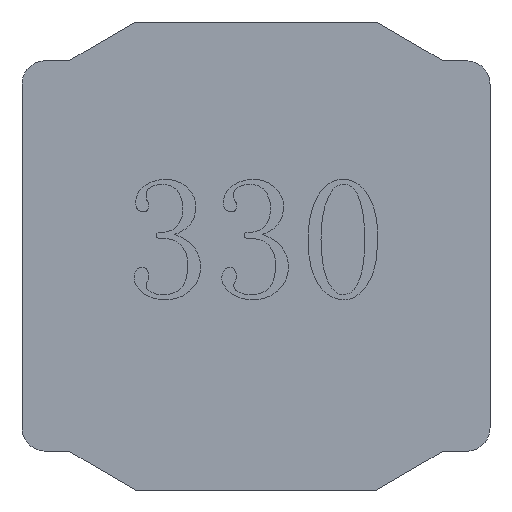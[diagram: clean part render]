
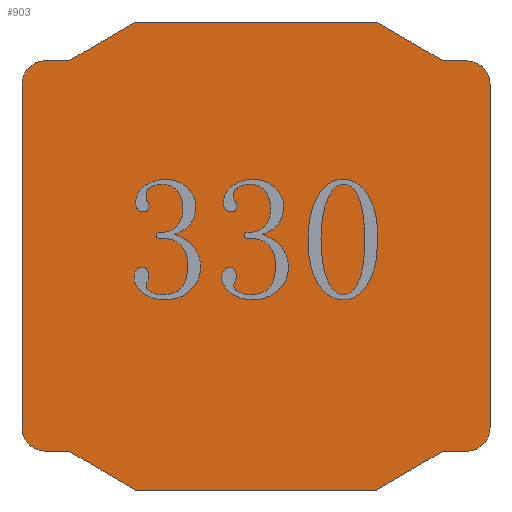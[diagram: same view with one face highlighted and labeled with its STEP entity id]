
A CAD part, front view. The second image highlights one B-rep face of the part: STEP entity #903.
In plain terms, the highlighted free-form (B-spline) face has degree [1, 1] with [2, 2] control points.
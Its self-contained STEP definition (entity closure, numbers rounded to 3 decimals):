
#467 = EDGE_CURVE('',#468,#470,#472,.T.);
#468 = VERTEX_POINT('',#469);
#469 = CARTESIAN_POINT('',(3.561,0.,-2.614));
#470 = VERTEX_POINT('',#471);
#471 = CARTESIAN_POINT('',(3.205,0.,-2.97));
#472 = ( BOUNDED_CURVE() B_SPLINE_CURVE(2,(#473,#474,#475),
.UNSPECIFIED.,.F.,.F.) B_SPLINE_CURVE_WITH_KNOTS((3,3),(4.712,
6.283),.PIECEWISE_BEZIER_KNOTS.) CURVE() 
GEOMETRIC_REPRESENTATION_ITEM() RATIONAL_B_SPLINE_CURVE((1.,
0.707,1.)) REPRESENTATION_ITEM('') );
#473 = CARTESIAN_POINT('',(3.561,0.,-2.614));
#474 = CARTESIAN_POINT('',(3.561,0.,-2.97));
#475 = CARTESIAN_POINT('',(3.205,0.,-2.97));
#498 = EDGE_CURVE('',#470,#499,#501,.T.);
#499 = VERTEX_POINT('',#500);
#500 = CARTESIAN_POINT('',(2.846,0.,-2.97));
#501 = B_SPLINE_CURVE_WITH_KNOTS('',1,(#502,#503),.UNSPECIFIED.,.F.,.F.,
  (2,2),(-0.302,-0.),.PIECEWISE_BEZIER_KNOTS.);
#502 = CARTESIAN_POINT('',(3.205,0.,-2.97));
#503 = CARTESIAN_POINT('',(2.846,0.,-2.97));
#520 = EDGE_CURVE('',#499,#521,#523,.T.);
#521 = VERTEX_POINT('',#522);
#522 = CARTESIAN_POINT('',(1.84,0.,-3.561));
#523 = B_SPLINE_CURVE_WITH_KNOTS('',1,(#524,#525),.UNSPECIFIED.,.F.,.F.,
  (2,2),(-0.983,-0.),.PIECEWISE_BEZIER_KNOTS.);
#524 = CARTESIAN_POINT('',(2.846,0.,-2.97));
#525 = CARTESIAN_POINT('',(1.84,0.,-3.561));
#542 = EDGE_CURVE('',#521,#543,#545,.T.);
#543 = VERTEX_POINT('',#544);
#544 = CARTESIAN_POINT('',(-1.84,0.,-3.561));
#545 = B_SPLINE_CURVE_WITH_KNOTS('',1,(#546,#547),.UNSPECIFIED.,.F.,.F.,
  (2,2),(-3.1,-0.),.PIECEWISE_BEZIER_KNOTS.);
#546 = CARTESIAN_POINT('',(1.84,0.,-3.561));
#547 = CARTESIAN_POINT('',(-1.84,0.,-3.561));
#578 = EDGE_CURVE('',#543,#579,#581,.T.);
#579 = VERTEX_POINT('',#580);
#580 = CARTESIAN_POINT('',(-2.846,0.,-2.97));
#581 = B_SPLINE_CURVE_WITH_KNOTS('',1,(#582,#583),.UNSPECIFIED.,.F.,.F.,
  (2,2),(0.,0.983),.PIECEWISE_BEZIER_KNOTS.);
#582 = CARTESIAN_POINT('',(-1.84,0.,-3.561));
#583 = CARTESIAN_POINT('',(-2.846,0.,-2.97));
#606 = EDGE_CURVE('',#579,#607,#609,.T.);
#607 = VERTEX_POINT('',#608);
#608 = CARTESIAN_POINT('',(-3.205,0.,-2.97));
#609 = B_SPLINE_CURVE_WITH_KNOTS('',1,(#610,#611),.UNSPECIFIED.,.F.,.F.,
  (2,2),(0.,0.302),.PIECEWISE_BEZIER_KNOTS.);
#610 = CARTESIAN_POINT('',(-2.846,0.,-2.97));
#611 = CARTESIAN_POINT('',(-3.205,0.,-2.97));
#634 = EDGE_CURVE('',#607,#635,#637,.T.);
#635 = VERTEX_POINT('',#636);
#636 = CARTESIAN_POINT('',(-3.561,0.,-2.614));
#637 = ( BOUNDED_CURVE() B_SPLINE_CURVE(2,(#638,#639,#640),
.UNSPECIFIED.,.F.,.F.) B_SPLINE_CURVE_WITH_KNOTS((3,3),(3.142,
4.712),.PIECEWISE_BEZIER_KNOTS.) CURVE() 
GEOMETRIC_REPRESENTATION_ITEM() RATIONAL_B_SPLINE_CURVE((1.,
0.707,1.)) REPRESENTATION_ITEM('') );
#638 = CARTESIAN_POINT('',(-3.205,0.,-2.97));
#639 = CARTESIAN_POINT('',(-3.561,0.,-2.97));
#640 = CARTESIAN_POINT('',(-3.561,0.,-2.614));
#666 = EDGE_CURVE('',#635,#667,#669,.T.);
#667 = VERTEX_POINT('',#668);
#668 = CARTESIAN_POINT('',(-3.561,0.,2.614));
#669 = B_SPLINE_CURVE_WITH_KNOTS('',1,(#670,#671),.UNSPECIFIED.,.F.,.F.,
  (2,2),(0.,4.405),.PIECEWISE_BEZIER_KNOTS.);
#670 = CARTESIAN_POINT('',(-3.561,0.,-2.614));
#671 = CARTESIAN_POINT('',(-3.561,0.,2.614));
#700 = EDGE_CURVE('',#667,#701,#703,.T.);
#701 = VERTEX_POINT('',#702);
#702 = CARTESIAN_POINT('',(-3.205,0.,2.97));
#703 = ( BOUNDED_CURVE() B_SPLINE_CURVE(2,(#704,#705,#706),
.UNSPECIFIED.,.F.,.F.) B_SPLINE_CURVE_WITH_KNOTS((3,3),(1.571,
3.142),.PIECEWISE_BEZIER_KNOTS.) CURVE() 
GEOMETRIC_REPRESENTATION_ITEM() RATIONAL_B_SPLINE_CURVE((1.,
0.707,1.)) REPRESENTATION_ITEM('') );
#704 = CARTESIAN_POINT('',(-3.561,0.,2.614));
#705 = CARTESIAN_POINT('',(-3.561,0.,2.97));
#706 = CARTESIAN_POINT('',(-3.205,0.,2.97));
#725 = EDGE_CURVE('',#701,#726,#728,.T.);
#726 = VERTEX_POINT('',#727);
#727 = CARTESIAN_POINT('',(-2.846,0.,2.97));
#728 = B_SPLINE_CURVE_WITH_KNOTS('',1,(#729,#730),.UNSPECIFIED.,.F.,.F.,
  (2,2),(-0.302,0.),.PIECEWISE_BEZIER_KNOTS.);
#729 = CARTESIAN_POINT('',(-3.205,0.,2.97));
#730 = CARTESIAN_POINT('',(-2.846,0.,2.97));
#747 = EDGE_CURVE('',#726,#748,#750,.T.);
#748 = VERTEX_POINT('',#749);
#749 = CARTESIAN_POINT('',(-1.84,0.,3.561));
#750 = B_SPLINE_CURVE_WITH_KNOTS('',1,(#751,#752),.UNSPECIFIED.,.F.,.F.,
  (2,2),(-0.983,0.),.PIECEWISE_BEZIER_KNOTS.);
#751 = CARTESIAN_POINT('',(-2.846,0.,2.97));
#752 = CARTESIAN_POINT('',(-1.84,0.,3.561));
#769 = EDGE_CURVE('',#748,#770,#772,.T.);
#770 = VERTEX_POINT('',#771);
#771 = CARTESIAN_POINT('',(1.84,0.,3.561));
#772 = B_SPLINE_CURVE_WITH_KNOTS('',1,(#773,#774),.UNSPECIFIED.,.F.,.F.,
  (2,2),(0.,3.1),.PIECEWISE_BEZIER_KNOTS.);
#773 = CARTESIAN_POINT('',(-1.84,0.,3.561));
#774 = CARTESIAN_POINT('',(1.84,0.,3.561));
#797 = EDGE_CURVE('',#770,#798,#800,.T.);
#798 = VERTEX_POINT('',#799);
#799 = CARTESIAN_POINT('',(2.846,0.,2.97));
#800 = B_SPLINE_CURVE_WITH_KNOTS('',1,(#801,#802),.UNSPECIFIED.,.F.,.F.,
  (2,2),(0.,0.983),.PIECEWISE_BEZIER_KNOTS.);
#801 = CARTESIAN_POINT('',(1.84,0.,3.561));
#802 = CARTESIAN_POINT('',(2.846,0.,2.97));
#819 = EDGE_CURVE('',#798,#820,#822,.T.);
#820 = VERTEX_POINT('',#821);
#821 = CARTESIAN_POINT('',(3.205,0.,2.97));
#822 = B_SPLINE_CURVE_WITH_KNOTS('',1,(#823,#824),.UNSPECIFIED.,.F.,.F.,
  (2,2),(0.,0.302),.PIECEWISE_BEZIER_KNOTS.);
#823 = CARTESIAN_POINT('',(2.846,0.,2.97));
#824 = CARTESIAN_POINT('',(3.205,0.,2.97));
#841 = EDGE_CURVE('',#820,#842,#844,.T.);
#842 = VERTEX_POINT('',#843);
#843 = CARTESIAN_POINT('',(3.561,0.,2.614));
#844 = ( BOUNDED_CURVE() B_SPLINE_CURVE(2,(#845,#846,#847),
.UNSPECIFIED.,.F.,.F.) B_SPLINE_CURVE_WITH_KNOTS((3,3),(0.,
1.571),.PIECEWISE_BEZIER_KNOTS.) CURVE() 
GEOMETRIC_REPRESENTATION_ITEM() RATIONAL_B_SPLINE_CURVE((1.,
0.707,1.)) REPRESENTATION_ITEM('') );
#845 = CARTESIAN_POINT('',(3.205,0.,2.97));
#846 = CARTESIAN_POINT('',(3.561,0.,2.97));
#847 = CARTESIAN_POINT('',(3.561,0.,2.614));
#866 = EDGE_CURVE('',#842,#468,#867,.T.);
#867 = B_SPLINE_CURVE_WITH_KNOTS('',1,(#868,#869),.UNSPECIFIED.,.F.,.F.,
  (2,2),(-4.405,-0.),.PIECEWISE_BEZIER_KNOTS.);
#868 = CARTESIAN_POINT('',(3.561,0.,2.614));
#869 = CARTESIAN_POINT('',(3.561,0.,-2.614));
#903 = ADVANCED_FACE('',(#904),#922,.T.);
#904 = FACE_BOUND('',#905,.T.);
#905 = EDGE_LOOP('',(#906,#907,#908,#909,#910,#911,#912,#913,#914,#915,
    #916,#917,#918,#919,#920,#921));
#906 = ORIENTED_EDGE('',*,*,#467,.F.);
#907 = ORIENTED_EDGE('',*,*,#866,.F.);
#908 = ORIENTED_EDGE('',*,*,#841,.F.);
#909 = ORIENTED_EDGE('',*,*,#819,.F.);
#910 = ORIENTED_EDGE('',*,*,#797,.F.);
#911 = ORIENTED_EDGE('',*,*,#769,.F.);
#912 = ORIENTED_EDGE('',*,*,#747,.F.);
#913 = ORIENTED_EDGE('',*,*,#725,.F.);
#914 = ORIENTED_EDGE('',*,*,#700,.F.);
#915 = ORIENTED_EDGE('',*,*,#666,.F.);
#916 = ORIENTED_EDGE('',*,*,#634,.F.);
#917 = ORIENTED_EDGE('',*,*,#606,.F.);
#918 = ORIENTED_EDGE('',*,*,#578,.F.);
#919 = ORIENTED_EDGE('',*,*,#542,.F.);
#920 = ORIENTED_EDGE('',*,*,#520,.F.);
#921 = ORIENTED_EDGE('',*,*,#498,.F.);
#922 = B_SPLINE_SURFACE_WITH_KNOTS('',1,1,(
    (#923,#924)
    ,(#925,#926
    )),.UNSPECIFIED.,.F.,.F.,.F.,(2,2),(2,2),(-5.202,
    0.798),(-5.7,0.3),.PIECEWISE_BEZIER_KNOTS.);
#923 = CARTESIAN_POINT('',(-3.561,0.,3.561));
#924 = CARTESIAN_POINT('',(3.561,0.,3.561));
#925 = CARTESIAN_POINT('',(-3.561,0.,-3.561));
#926 = CARTESIAN_POINT('',(3.561,0.,-3.561));
